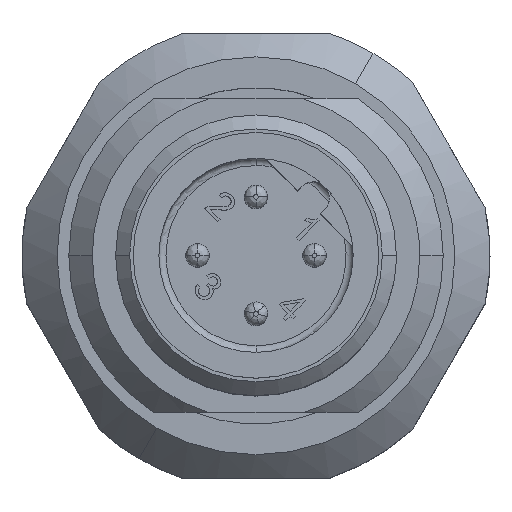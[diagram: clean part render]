
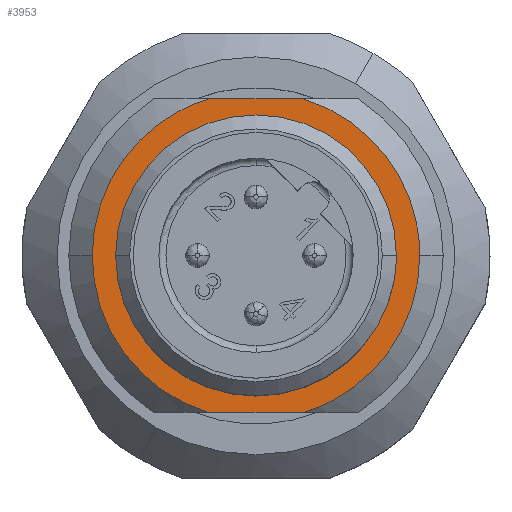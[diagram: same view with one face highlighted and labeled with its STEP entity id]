
A CAD part, top view. The second image highlights one B-rep face of the part: STEP entity #3953.
In plain terms, the highlighted planar face has unit normal (0, 0, 1).
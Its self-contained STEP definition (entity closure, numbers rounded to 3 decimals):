
#3845=AXIS2_PLACEMENT_3D('Circle Axis2P3D',#3843,#3844,$) ;
#3859=AXIS2_PLACEMENT_3D('Plane Axis2P3D',#3856,#3857,#3858) ;
#3937=AXIS2_PLACEMENT_3D('Circle Axis2P3D',#3935,#3936,$) ;
#3946=AXIS2_PLACEMENT_3D('Circle Axis2P3D',#3944,#3945,$) ;
#3831=CARTESIAN_POINT('Vertex',(3.,9.5,24.)) ;
#3840=CARTESIAN_POINT('Vertex',(7.973,2.8,24.)) ;
#3843=CARTESIAN_POINT('Axis2P3D Location',(10.,9.5,24.)) ;
#3856=CARTESIAN_POINT('Axis2P3D Location',(17.,9.5,24.)) ;
#3861=CARTESIAN_POINT('Line Origine',(10.,2.8,24.)) ;
#3865=CARTESIAN_POINT('Vertex',(12.027,2.8,24.)) ;
#3869=CARTESIAN_POINT('Control Point',(17.,9.5,24.)) ;
#3870=CARTESIAN_POINT('Control Point',(17.,9.344,24.)) ;
#3871=CARTESIAN_POINT('Control Point',(16.996,9.187,24.)) ;
#3872=CARTESIAN_POINT('Control Point',(16.987,9.031,24.)) ;
#3873=CARTESIAN_POINT('Control Point',(16.919,8.229,24.)) ;
#3874=CARTESIAN_POINT('Control Point',(16.737,7.44,24.)) ;
#3875=CARTESIAN_POINT('Control Point',(16.517,6.824,24.)) ;
#3876=CARTESIAN_POINT('Control Point',(15.939,5.654,24.)) ;
#3877=CARTESIAN_POINT('Control Point',(15.108,4.648,24.)) ;
#3878=CARTESIAN_POINT('Control Point',(14.636,4.195,24.)) ;
#3879=CARTESIAN_POINT('Control Point',(13.847,3.597,24.)) ;
#3880=CARTESIAN_POINT('Control Point',(12.971,3.148,24.)) ;
#3881=CARTESIAN_POINT('Control Point',(12.663,3.013,24.)) ;
#3882=CARTESIAN_POINT('Control Point',(12.348,2.897,24.)) ;
#3883=CARTESIAN_POINT('Control Point',(12.027,2.8,24.)) ;
#3884=CARTESIAN_POINT('Vertex',(17.,9.5,24.)) ;
#3888=CARTESIAN_POINT('Control Point',(12.027,16.2,24.)) ;
#3889=CARTESIAN_POINT('Control Point',(12.648,16.012,24.)) ;
#3890=CARTESIAN_POINT('Control Point',(13.246,15.753,24.)) ;
#3891=CARTESIAN_POINT('Control Point',(13.812,15.425,24.)) ;
#3892=CARTESIAN_POINT('Control Point',(14.857,14.644,24.)) ;
#3893=CARTESIAN_POINT('Control Point',(15.697,13.645,24.)) ;
#3894=CARTESIAN_POINT('Control Point',(16.057,13.099,24.)) ;
#3895=CARTESIAN_POINT('Control Point',(16.572,12.074,24.)) ;
#3896=CARTESIAN_POINT('Control Point',(16.871,10.97,24.)) ;
#3897=CARTESIAN_POINT('Control Point',(16.957,10.483,24.)) ;
#3898=CARTESIAN_POINT('Control Point',(17.,9.992,24.)) ;
#3899=CARTESIAN_POINT('Control Point',(17.,9.5,24.)) ;
#3900=CARTESIAN_POINT('Vertex',(12.027,16.2,24.)) ;
#3903=CARTESIAN_POINT('Line Origine',(10.,16.2,24.)) ;
#3907=CARTESIAN_POINT('Vertex',(7.973,16.2,24.)) ;
#3911=CARTESIAN_POINT('Control Point',(3.,9.5,24.)) ;
#3912=CARTESIAN_POINT('Control Point',(3.,9.656,24.)) ;
#3913=CARTESIAN_POINT('Control Point',(3.004,9.813,24.)) ;
#3914=CARTESIAN_POINT('Control Point',(3.013,9.969,24.)) ;
#3915=CARTESIAN_POINT('Control Point',(3.081,10.771,24.)) ;
#3916=CARTESIAN_POINT('Control Point',(3.263,11.56,24.)) ;
#3917=CARTESIAN_POINT('Control Point',(3.483,12.176,24.)) ;
#3918=CARTESIAN_POINT('Control Point',(4.061,13.346,24.)) ;
#3919=CARTESIAN_POINT('Control Point',(4.892,14.352,24.)) ;
#3920=CARTESIAN_POINT('Control Point',(5.364,14.805,24.)) ;
#3921=CARTESIAN_POINT('Control Point',(6.153,15.403,24.)) ;
#3922=CARTESIAN_POINT('Control Point',(7.029,15.852,24.)) ;
#3923=CARTESIAN_POINT('Control Point',(7.337,15.987,24.)) ;
#3924=CARTESIAN_POINT('Control Point',(7.652,16.103,24.)) ;
#3925=CARTESIAN_POINT('Control Point',(7.973,16.2,24.)) ;
#3935=CARTESIAN_POINT('Axis2P3D Location',(10.,9.5,24.)) ;
#3939=CARTESIAN_POINT('Vertex',(4.,9.5,24.)) ;
#3941=CARTESIAN_POINT('Vertex',(16.,9.5,24.)) ;
#3944=CARTESIAN_POINT('Axis2P3D Location',(10.,9.5,24.)) ;
#3844=DIRECTION('Axis2P3D Direction',(0.,0.,-1.)) ;
#3857=DIRECTION('Axis2P3D Direction',(0.,0.,1.)) ;
#3858=DIRECTION('Axis2P3D XDirection',(0.,-1.,0.)) ;
#3862=DIRECTION('Vector Direction',(1.,0.,0.)) ;
#3904=DIRECTION('Vector Direction',(-1.,0.,0.)) ;
#3936=DIRECTION('Axis2P3D Direction',(0.,0.,1.)) ;
#3945=DIRECTION('Axis2P3D Direction',(0.,0.,1.)) ;
#3863=VECTOR('Line Direction',#3862,1.) ;
#3905=VECTOR('Line Direction',#3904,1.) ;
#3928=ORIENTED_EDGE('',*,*,#3867,.T.) ;
#3929=ORIENTED_EDGE('',*,*,#3886,.F.) ;
#3930=ORIENTED_EDGE('',*,*,#3902,.F.) ;
#3931=ORIENTED_EDGE('',*,*,#3909,.T.) ;
#3932=ORIENTED_EDGE('',*,*,#3926,.F.) ;
#3933=ORIENTED_EDGE('',*,*,#3847,.F.) ;
#3950=ORIENTED_EDGE('',*,*,#3943,.F.) ;
#3951=ORIENTED_EDGE('',*,*,#3948,.F.) ;
#3952=FACE_BOUND('',#3949,.T.) ;
#3953=ADVANCED_FACE('V1',(#3934,#3952),#3860,.T.) ;
#3868=B_SPLINE_CURVE_WITH_KNOTS('',5,(#3869,#3870,#3871,#3872,#3873,#3874,#3875,#3876,#3877,#3878,#3879,#3880,#3881,#3882,#3883),.UNSPECIFIED.,.F.,.U.,(6,3,3,3,6),(12.641,13.748,18.33,22.913,25.283),.UNSPECIFIED.) ;
#3887=B_SPLINE_CURVE_WITH_KNOTS('',5,(#3888,#3889,#3890,#3891,#3892,#3893,#3894,#3895,#3896,#3897,#3898,#3899),.UNSPECIFIED.,.F.,.U.,(6,3,3,6),(0.,4.583,9.165,12.641),.UNSPECIFIED.) ;
#3910=B_SPLINE_CURVE_WITH_KNOTS('',5,(#3911,#3912,#3913,#3914,#3915,#3916,#3917,#3918,#3919,#3920,#3921,#3922,#3923,#3924,#3925),.UNSPECIFIED.,.F.,.U.,(6,3,3,3,6),(12.641,13.748,18.33,22.913,25.283),.UNSPECIFIED.) ;
#3846=CIRCLE('generated circle',#3845,7.) ;
#3938=CIRCLE('generated circle',#3937,6.) ;
#3947=CIRCLE('generated circle',#3946,6.) ;
#3847=EDGE_CURVE('',#3841,#3832,#3846,.T.) ;
#3867=EDGE_CURVE('',#3841,#3866,#3864,.T.) ;
#3886=EDGE_CURVE('',#3885,#3866,#3868,.T.) ;
#3902=EDGE_CURVE('',#3901,#3885,#3887,.T.) ;
#3909=EDGE_CURVE('',#3901,#3908,#3906,.T.) ;
#3926=EDGE_CURVE('',#3832,#3908,#3910,.T.) ;
#3943=EDGE_CURVE('',#3940,#3942,#3938,.T.) ;
#3948=EDGE_CURVE('',#3942,#3940,#3947,.T.) ;
#3927=EDGE_LOOP('',(#3928,#3929,#3930,#3931,#3932,#3933)) ;
#3949=EDGE_LOOP('',(#3950,#3951)) ;
#3934=FACE_OUTER_BOUND('',#3927,.T.) ;
#3864=LINE('Line',#3861,#3863) ;
#3906=LINE('Line',#3903,#3905) ;
#3860=PLANE('',#3859) ;
#3832=VERTEX_POINT('',#3831) ;
#3841=VERTEX_POINT('',#3840) ;
#3866=VERTEX_POINT('',#3865) ;
#3885=VERTEX_POINT('',#3884) ;
#3901=VERTEX_POINT('',#3900) ;
#3908=VERTEX_POINT('',#3907) ;
#3940=VERTEX_POINT('',#3939) ;
#3942=VERTEX_POINT('',#3941) ;
